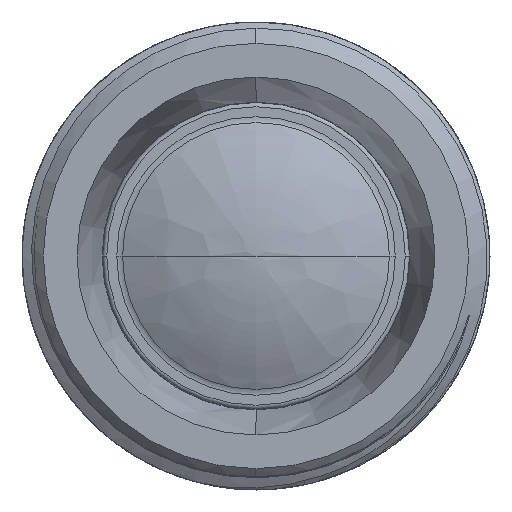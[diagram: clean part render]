
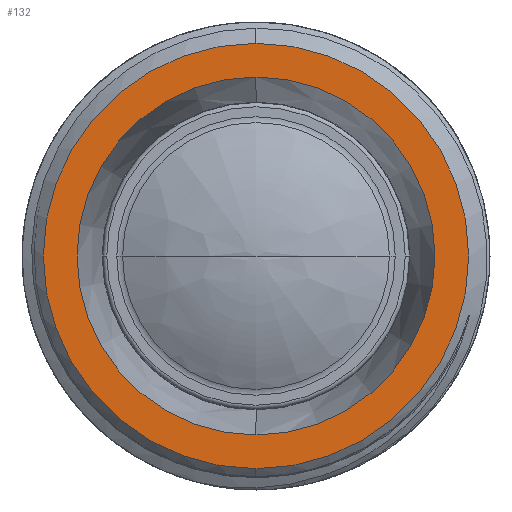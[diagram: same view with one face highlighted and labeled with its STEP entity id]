
A CAD part, left-side view. The second image highlights one B-rep face of the part: STEP entity #132.
In plain terms, the highlighted planar face has unit normal (-1, 0, 0).
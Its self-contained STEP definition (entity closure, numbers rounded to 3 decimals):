
#87 = CARTESIAN_POINT ( 'NONE',  ( -1.338, 0., 0. ) ) ;
#132 = ADVANCED_FACE ( 'NONE', ( #5143, #10593 ), #3103, .T. ) ;
#1140 = VERTEX_POINT ( 'NONE', #2408 ) ;
#1200 = CARTESIAN_POINT ( 'NONE',  ( -1.338, 0., -5. ) ) ;
#1550 = ORIENTED_EDGE ( 'NONE', *, *, #14139, .F. ) ;
#1604 = DIRECTION ( 'NONE',  ( 1., 0., 0. ) ) ;
#1656 = AXIS2_PLACEMENT_3D ( 'NONE', #11637, #1604, #10511 ) ;
#2310 = DIRECTION ( 'NONE',  ( 1., 0., 0. ) ) ;
#2366 = ORIENTED_EDGE ( 'NONE', *, *, #4364, .F. ) ;
#2408 = CARTESIAN_POINT ( 'NONE',  ( -1.338, 0., 4.207 ) ) ;
#2617 = ORIENTED_EDGE ( 'NONE', *, *, #11708, .T. ) ;
#3103 = PLANE ( 'NONE',  #6262 ) ;
#3532 = CIRCLE ( 'NONE', #11847, 4.207 ) ;
#4210 = VERTEX_POINT ( 'NONE', #13680 ) ;
#4233 = CIRCLE ( 'NONE', #13489, 5. ) ;
#4276 = CIRCLE ( 'NONE', #1656, 5. ) ;
#4364 = EDGE_CURVE ( 'NONE', #7027, #7606, #4276, .T. ) ;
#4420 = DIRECTION ( 'NONE',  ( 1., 0., 0. ) ) ;
#5143 = FACE_OUTER_BOUND ( 'NONE', #6902, .T. ) ;
#5851 = CIRCLE ( 'NONE', #13463, 4.207 ) ;
#6262 = AXIS2_PLACEMENT_3D ( 'NONE', #10849, #9686, #14233 ) ;
#6902 = EDGE_LOOP ( 'NONE', ( #1550, #2366 ) ) ;
#7027 = VERTEX_POINT ( 'NONE', #8573 ) ;
#7542 = CARTESIAN_POINT ( 'NONE',  ( -1.338, 0., 0. ) ) ;
#7606 = VERTEX_POINT ( 'NONE', #1200 ) ;
#7772 = EDGE_CURVE ( 'NONE', #4210, #1140, #5851, .T. ) ;
#8573 = CARTESIAN_POINT ( 'NONE',  ( -1.338, 0., 5. ) ) ;
#8768 = EDGE_LOOP ( 'NONE', ( #2617, #13229 ) ) ;
#9155 = DIRECTION ( 'NONE',  ( 0., 0., -1. ) ) ;
#9686 = DIRECTION ( 'NONE',  ( -1., 0., 0. ) ) ;
#10511 = DIRECTION ( 'NONE',  ( 0., 0., 1. ) ) ;
#10593 = FACE_BOUND ( 'NONE', #8768, .T. ) ;
#10849 = CARTESIAN_POINT ( 'NONE',  ( -1.338, 0., 0. ) ) ;
#10954 = DIRECTION ( 'NONE',  ( 0., 0., 1. ) ) ;
#11140 = CARTESIAN_POINT ( 'NONE',  ( -1.338, 0., 0. ) ) ;
#11637 = CARTESIAN_POINT ( 'NONE',  ( -1.338, 0., 0. ) ) ;
#11708 = EDGE_CURVE ( 'NONE', #1140, #4210, #3532, .T. ) ;
#11847 = AXIS2_PLACEMENT_3D ( 'NONE', #7542, #13249, #10954 ) ;
#12277 = DIRECTION ( 'NONE',  ( 0., 0., -1. ) ) ;
#13229 = ORIENTED_EDGE ( 'NONE', *, *, #7772, .T. ) ;
#13249 = DIRECTION ( 'NONE',  ( 1., 0., 0. ) ) ;
#13463 = AXIS2_PLACEMENT_3D ( 'NONE', #87, #2310, #9155 ) ;
#13489 = AXIS2_PLACEMENT_3D ( 'NONE', #11140, #4420, #12277 ) ;
#13680 = CARTESIAN_POINT ( 'NONE',  ( -1.338, 0., -4.207 ) ) ;
#14139 = EDGE_CURVE ( 'NONE', #7606, #7027, #4233, .T. ) ;
#14233 = DIRECTION ( 'NONE',  ( 0., -1., 0. ) ) ;
